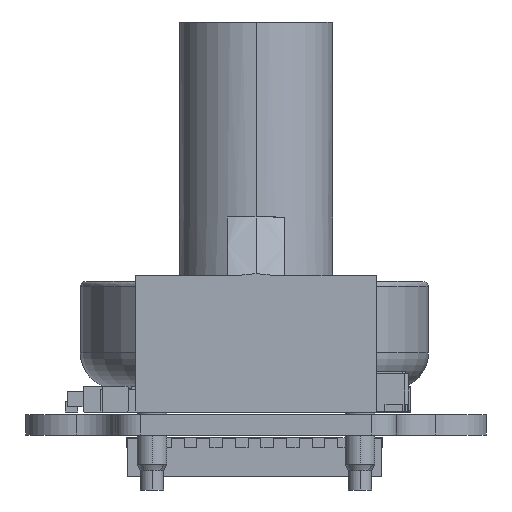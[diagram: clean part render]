
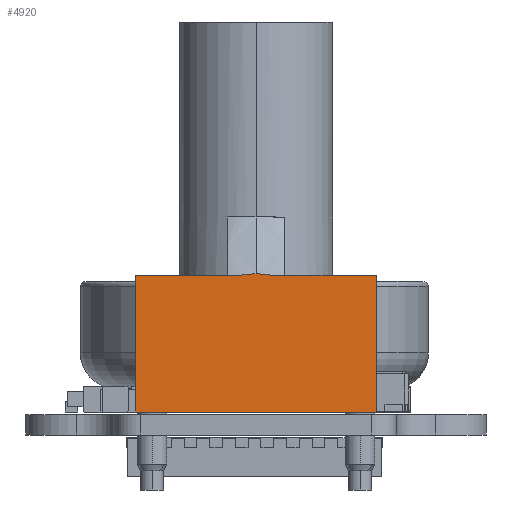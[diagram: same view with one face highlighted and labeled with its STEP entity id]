
A CAD part, left-side view. The second image highlights one B-rep face of the part: STEP entity #4920.
In plain terms, the highlighted free-form (B-spline) face has degree [1, 1] with [2, 2] control points.
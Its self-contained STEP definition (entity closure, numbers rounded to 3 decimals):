
#4920 = ADVANCED_FACE('',(#4921),#4936,.T.);
#4921 = FACE_BOUND('',#4922,.T.);
#4922 = EDGE_LOOP('',(#4923,#4969,#4984,#4999,#5014,#5029,#5044));
#4923 = ORIENTED_EDGE('',*,*,#4924,.T.);
#4924 = EDGE_CURVE('',#4925,#4927,#4929,.T.);
#4925 = VERTEX_POINT('',#4926);
#4926 = CARTESIAN_POINT('',(2.7,0.,2.35));
#4927 = VERTEX_POINT('',#4928);
#4928 = CARTESIAN_POINT('',(2.667,0.,2.003));
#4929 = SURFACE_CURVE('',#4930,(#4935),.PCURVE_S1.);
#4930 = B_SPLINE_CURVE_WITH_KNOTS('',3,(#4931,#4932,#4933,#4934),
  .UNSPECIFIED.,.F.,.F.,(4,4),(0.,1.),.PIECEWISE_BEZIER_KNOTS.);
#4931 = CARTESIAN_POINT('',(2.7,0.,2.35));
#4932 = CARTESIAN_POINT('',(2.7,0.,2.234));
#4933 = CARTESIAN_POINT('',(2.689,0.,2.117));
#4934 = CARTESIAN_POINT('',(2.667,0.,2.003));
#4935 = PCURVE('',#4936,#4941);
#4936 = B_SPLINE_SURFACE_WITH_KNOTS('',1,1,(
    (#4937,#4938)
    ,(#4939,#4940
    )),.UNSPECIFIED.,.F.,.F.,.F.,(2,2),(2,2),(0.,1.),(0.,1.),
  .PIECEWISE_BEZIER_KNOTS.);
#4937 = CARTESIAN_POINT('',(0.,0.,0.));
#4938 = CARTESIAN_POINT('',(2.726,0.,0.));
#4939 = CARTESIAN_POINT('',(0.,0.,4.699));
#4940 = CARTESIAN_POINT('',(2.726,0.,4.699));
#4941 = DEFINITIONAL_REPRESENTATION('',(#4942),#4968);
#4942 = B_SPLINE_CURVE_WITH_KNOTS('',3,(#4943,#4944,#4945,#4946,#4947,
    #4948,#4949,#4950,#4951,#4952,#4953,#4954,#4955,#4956,#4957,#4958,
    #4959,#4960,#4961,#4962,#4963,#4964,#4965,#4966,#4967),
  .UNSPECIFIED.,.F.,.F.,(4,1,1,1,1,1,1,1,1,1,1,1,1,1,1,1,1,1,1,1,1,1,4),
  (0.,0.045,0.091,0.136,
    0.182,0.227,0.273,0.318,
    0.364,0.409,0.455,0.5,0.545,
    0.591,0.636,0.682,0.727,
    0.773,0.818,0.864,0.909,
    0.955,1.),.QUASI_UNIFORM_KNOTS.);
#4943 = CARTESIAN_POINT('',(0.5,0.991));
#4944 = CARTESIAN_POINT('',(0.499,0.991));
#4945 = CARTESIAN_POINT('',(0.497,0.991));
#4946 = CARTESIAN_POINT('',(0.493,0.991));
#4947 = CARTESIAN_POINT('',(0.49,0.99));
#4948 = CARTESIAN_POINT('',(0.487,0.99));
#4949 = CARTESIAN_POINT('',(0.483,0.99));
#4950 = CARTESIAN_POINT('',(0.48,0.99));
#4951 = CARTESIAN_POINT('',(0.476,0.989));
#4952 = CARTESIAN_POINT('',(0.473,0.989));
#4953 = CARTESIAN_POINT('',(0.47,0.989));
#4954 = CARTESIAN_POINT('',(0.466,0.988));
#4955 = CARTESIAN_POINT('',(0.463,0.988));
#4956 = CARTESIAN_POINT('',(0.46,0.987));
#4957 = CARTESIAN_POINT('',(0.456,0.986));
#4958 = CARTESIAN_POINT('',(0.453,0.986));
#4959 = CARTESIAN_POINT('',(0.45,0.985));
#4960 = CARTESIAN_POINT('',(0.446,0.984));
#4961 = CARTESIAN_POINT('',(0.443,0.983));
#4962 = CARTESIAN_POINT('',(0.44,0.982));
#4963 = CARTESIAN_POINT('',(0.436,0.982));
#4964 = CARTESIAN_POINT('',(0.433,0.981));
#4965 = CARTESIAN_POINT('',(0.43,0.98));
#4966 = CARTESIAN_POINT('',(0.427,0.979));
#4967 = CARTESIAN_POINT('',(0.426,0.978));
#4968 = ( GEOMETRIC_REPRESENTATION_CONTEXT(2) 
PARAMETRIC_REPRESENTATION_CONTEXT() REPRESENTATION_CONTEXT('2D SPACE',''
  ) );
#4969 = ORIENTED_EDGE('',*,*,#4970,.T.);
#4970 = EDGE_CURVE('',#4927,#4971,#4973,.T.);
#4971 = VERTEX_POINT('',#4972);
#4972 = CARTESIAN_POINT('',(2.667,0.,0.));
#4973 = SURFACE_CURVE('',#4974,(#4978),.PCURVE_S1.);
#4974 = LINE('',#4975,#4976);
#4975 = CARTESIAN_POINT('',(2.667,0.,2.003));
#4976 = VECTOR('',#4977,1.);
#4977 = DIRECTION('',(0.,0.,-1.));
#4978 = PCURVE('',#4936,#4979);
#4979 = DEFINITIONAL_REPRESENTATION('',(#4980),#4983);
#4980 = B_SPLINE_CURVE_WITH_KNOTS('',1,(#4981,#4982),.UNSPECIFIED.,.F.,
  .F.,(2,2),(0.,2.003),.PIECEWISE_BEZIER_KNOTS.);
#4981 = CARTESIAN_POINT('',(0.426,0.978));
#4982 = CARTESIAN_POINT('',(0.,0.978));
#4983 = ( GEOMETRIC_REPRESENTATION_CONTEXT(2) 
PARAMETRIC_REPRESENTATION_CONTEXT() REPRESENTATION_CONTEXT('2D SPACE',''
  ) );
#4984 = ORIENTED_EDGE('',*,*,#4985,.T.);
#4985 = EDGE_CURVE('',#4971,#4986,#4988,.T.);
#4986 = VERTEX_POINT('',#4987);
#4987 = CARTESIAN_POINT('',(0.,0.,0.));
#4988 = SURFACE_CURVE('',#4989,(#4993),.PCURVE_S1.);
#4989 = LINE('',#4990,#4991);
#4990 = CARTESIAN_POINT('',(2.667,0.,0.));
#4991 = VECTOR('',#4992,1.);
#4992 = DIRECTION('',(-1.,0.,0.));
#4993 = PCURVE('',#4936,#4994);
#4994 = DEFINITIONAL_REPRESENTATION('',(#4995),#4998);
#4995 = B_SPLINE_CURVE_WITH_KNOTS('',1,(#4996,#4997),.UNSPECIFIED.,.F.,
  .F.,(2,2),(0.,2.667),.PIECEWISE_BEZIER_KNOTS.);
#4996 = CARTESIAN_POINT('',(0.,0.978));
#4997 = CARTESIAN_POINT('',(0.,0.));
#4998 = ( GEOMETRIC_REPRESENTATION_CONTEXT(2) 
PARAMETRIC_REPRESENTATION_CONTEXT() REPRESENTATION_CONTEXT('2D SPACE',''
  ) );
#4999 = ORIENTED_EDGE('',*,*,#5000,.T.);
#5000 = EDGE_CURVE('',#4986,#5001,#5003,.T.);
#5001 = VERTEX_POINT('',#5002);
#5002 = CARTESIAN_POINT('',(0.,0.,4.699));
#5003 = SURFACE_CURVE('',#5004,(#5008),.PCURVE_S1.);
#5004 = LINE('',#5005,#5006);
#5005 = CARTESIAN_POINT('',(0.,0.,0.));
#5006 = VECTOR('',#5007,1.);
#5007 = DIRECTION('',(0.,0.,1.));
#5008 = PCURVE('',#4936,#5009);
#5009 = DEFINITIONAL_REPRESENTATION('',(#5010),#5013);
#5010 = B_SPLINE_CURVE_WITH_KNOTS('',1,(#5011,#5012),.UNSPECIFIED.,.F.,
  .F.,(2,2),(0.,4.699),.PIECEWISE_BEZIER_KNOTS.);
#5011 = CARTESIAN_POINT('',(0.,0.));
#5012 = CARTESIAN_POINT('',(1.,0.));
#5013 = ( GEOMETRIC_REPRESENTATION_CONTEXT(2) 
PARAMETRIC_REPRESENTATION_CONTEXT() REPRESENTATION_CONTEXT('2D SPACE',''
  ) );
#5014 = ORIENTED_EDGE('',*,*,#5015,.T.);
#5015 = EDGE_CURVE('',#5001,#5016,#5018,.T.);
#5016 = VERTEX_POINT('',#5017);
#5017 = CARTESIAN_POINT('',(2.667,0.,4.699));
#5018 = SURFACE_CURVE('',#5019,(#5023),.PCURVE_S1.);
#5019 = LINE('',#5020,#5021);
#5020 = CARTESIAN_POINT('',(0.,0.,4.699));
#5021 = VECTOR('',#5022,1.);
#5022 = DIRECTION('',(1.,0.,0.));
#5023 = PCURVE('',#4936,#5024);
#5024 = DEFINITIONAL_REPRESENTATION('',(#5025),#5028);
#5025 = B_SPLINE_CURVE_WITH_KNOTS('',1,(#5026,#5027),.UNSPECIFIED.,.F.,
  .F.,(2,2),(0.,2.667),.PIECEWISE_BEZIER_KNOTS.);
#5026 = CARTESIAN_POINT('',(1.,0.));
#5027 = CARTESIAN_POINT('',(1.,0.978));
#5028 = ( GEOMETRIC_REPRESENTATION_CONTEXT(2) 
PARAMETRIC_REPRESENTATION_CONTEXT() REPRESENTATION_CONTEXT('2D SPACE',''
  ) );
#5029 = ORIENTED_EDGE('',*,*,#5030,.T.);
#5030 = EDGE_CURVE('',#5016,#5031,#5033,.T.);
#5031 = VERTEX_POINT('',#5032);
#5032 = CARTESIAN_POINT('',(2.667,0.,2.696));
#5033 = SURFACE_CURVE('',#5034,(#5038),.PCURVE_S1.);
#5034 = LINE('',#5035,#5036);
#5035 = CARTESIAN_POINT('',(2.667,0.,4.699));
#5036 = VECTOR('',#5037,1.);
#5037 = DIRECTION('',(0.,0.,-1.));
#5038 = PCURVE('',#4936,#5039);
#5039 = DEFINITIONAL_REPRESENTATION('',(#5040),#5043);
#5040 = B_SPLINE_CURVE_WITH_KNOTS('',1,(#5041,#5042),.UNSPECIFIED.,.F.,
  .F.,(2,2),(0.,2.003),.PIECEWISE_BEZIER_KNOTS.);
#5041 = CARTESIAN_POINT('',(1.,0.978));
#5042 = CARTESIAN_POINT('',(0.574,0.978));
#5043 = ( GEOMETRIC_REPRESENTATION_CONTEXT(2) 
PARAMETRIC_REPRESENTATION_CONTEXT() REPRESENTATION_CONTEXT('2D SPACE',''
  ) );
#5044 = ORIENTED_EDGE('',*,*,#5045,.T.);
#5045 = EDGE_CURVE('',#5031,#4925,#5046,.T.);
#5046 = SURFACE_CURVE('',#5047,(#5052),.PCURVE_S1.);
#5047 = B_SPLINE_CURVE_WITH_KNOTS('',3,(#5048,#5049,#5050,#5051),
  .UNSPECIFIED.,.F.,.F.,(4,4),(0.,1.),.PIECEWISE_BEZIER_KNOTS.);
#5048 = CARTESIAN_POINT('',(2.667,0.,2.696));
#5049 = CARTESIAN_POINT('',(2.689,0.,2.581));
#5050 = CARTESIAN_POINT('',(2.7,0.,2.466));
#5051 = CARTESIAN_POINT('',(2.7,0.,2.35));
#5052 = PCURVE('',#4936,#5053);
#5053 = DEFINITIONAL_REPRESENTATION('',(#5054),#5080);
#5054 = B_SPLINE_CURVE_WITH_KNOTS('',3,(#5055,#5056,#5057,#5058,#5059,
    #5060,#5061,#5062,#5063,#5064,#5065,#5066,#5067,#5068,#5069,#5070,
    #5071,#5072,#5073,#5074,#5075,#5076,#5077,#5078,#5079),
  .UNSPECIFIED.,.F.,.F.,(4,1,1,1,1,1,1,1,1,1,1,1,1,1,1,1,1,1,1,1,1,1,4),
  (0.,0.045,0.091,0.136,
    0.182,0.227,0.273,0.318,
    0.364,0.409,0.455,0.5,0.545,
    0.591,0.636,0.682,0.727,
    0.773,0.818,0.864,0.909,
    0.955,1.),.QUASI_UNIFORM_KNOTS.);
#5055 = CARTESIAN_POINT('',(0.574,0.978));
#5056 = CARTESIAN_POINT('',(0.573,0.979));
#5057 = CARTESIAN_POINT('',(0.57,0.98));
#5058 = CARTESIAN_POINT('',(0.567,0.981));
#5059 = CARTESIAN_POINT('',(0.564,0.982));
#5060 = CARTESIAN_POINT('',(0.56,0.982));
#5061 = CARTESIAN_POINT('',(0.557,0.983));
#5062 = CARTESIAN_POINT('',(0.554,0.984));
#5063 = CARTESIAN_POINT('',(0.55,0.985));
#5064 = CARTESIAN_POINT('',(0.547,0.986));
#5065 = CARTESIAN_POINT('',(0.544,0.986));
#5066 = CARTESIAN_POINT('',(0.54,0.987));
#5067 = CARTESIAN_POINT('',(0.537,0.988));
#5068 = CARTESIAN_POINT('',(0.534,0.988));
#5069 = CARTESIAN_POINT('',(0.53,0.989));
#5070 = CARTESIAN_POINT('',(0.527,0.989));
#5071 = CARTESIAN_POINT('',(0.524,0.989));
#5072 = CARTESIAN_POINT('',(0.52,0.99));
#5073 = CARTESIAN_POINT('',(0.517,0.99));
#5074 = CARTESIAN_POINT('',(0.513,0.99));
#5075 = CARTESIAN_POINT('',(0.51,0.99));
#5076 = CARTESIAN_POINT('',(0.507,0.991));
#5077 = CARTESIAN_POINT('',(0.503,0.991));
#5078 = CARTESIAN_POINT('',(0.501,0.991));
#5079 = CARTESIAN_POINT('',(0.5,0.991));
#5080 = ( GEOMETRIC_REPRESENTATION_CONTEXT(2) 
PARAMETRIC_REPRESENTATION_CONTEXT() REPRESENTATION_CONTEXT('2D SPACE',''
  ) );
